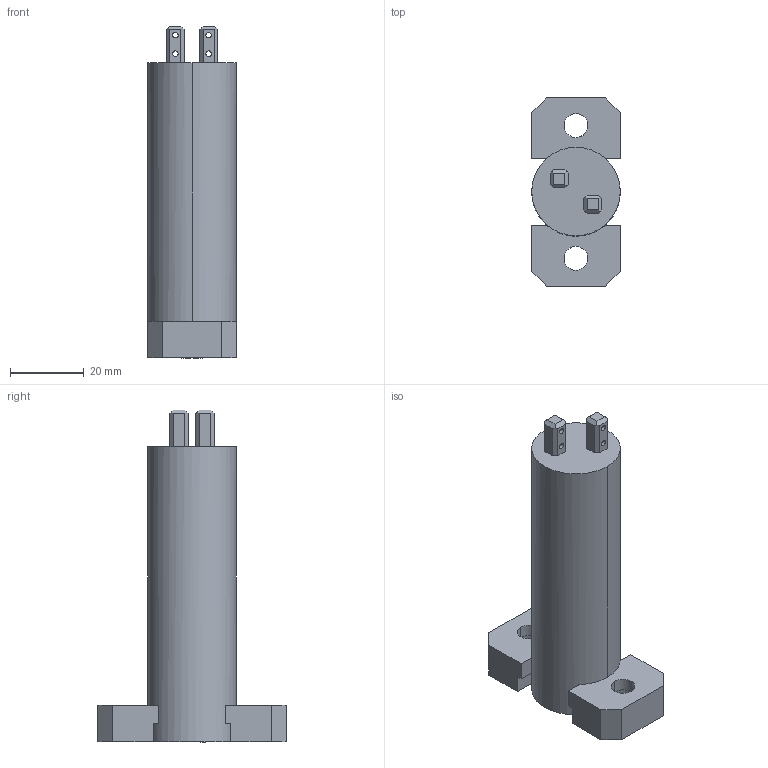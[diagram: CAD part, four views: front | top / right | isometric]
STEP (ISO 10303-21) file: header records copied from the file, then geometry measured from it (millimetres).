
FILE_DESCRIPTION(('CATIA V5 STEP Exchange'),'2;1');
FILE_NAME('STR01_3D-01.stp','2025-09-15T02:57:12+00:00',('none'),('none'),'CATIA Version 5 Release 20 GA (IN-10)','CATIA V5 STEP AP214','none');
FILE_SCHEMA(('AUTOMOTIVE_DESIGN { 1 0 10303 214 1 1 1 1 }'));
Length unit declared in the file: millimetre
Products named in the file (1): STR01_01
Bounding box: 24 x 51 x 90 mm (x, y, z)
Volume: 41443.4 mm3; surface area: 11246.9 mm2
Topology: 3 solids, 3 shells, 85 faces, 218 edges, 143 vertices
Faces by surface type: plane 59, cylinder 22, cone 4
Entity records: 2814 total; most frequent: CARTESIAN_POINT 735, ORIENTED_EDGE 432, DIRECTION 367, EDGE_CURVE 216, VECTOR 162, LINE 162, VERTEX_POINT 143, AXIS2_PLACEMENT_3D 121
